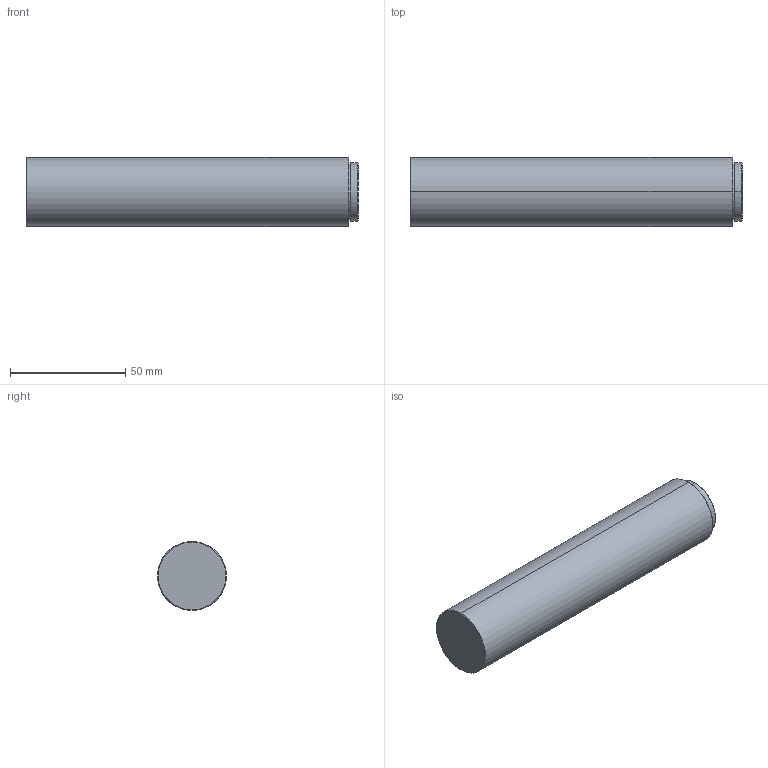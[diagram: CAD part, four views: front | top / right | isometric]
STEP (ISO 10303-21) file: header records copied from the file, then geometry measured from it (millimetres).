
FILE_DESCRIPTION (( 'STEP AP203' ), '1' );
FILE_NAME ('WH03-360A-110 STEPͼ.STEP', '2019-10-23T15:40:00', ( '' ), ( '' ), 'SwSTEP 2.0', 'SolidWorks 2014', '' );
FILE_SCHEMA (( 'CONFIG_CONTROL_DESIGN' ));
Length unit declared in the file: millimetre
Products named in the file (1): WH03-360A-110 STEPͼ
Bounding box: 144.3 x 30 x 30 mm (x, y, z)
Volume: 101155.8 mm3; surface area: 14984.1 mm2
Topology: 1 solids, 1 shells, 16 faces, 30 edges, 18 vertices
Faces by surface type: cylinder 6, cone 6, plane 4
Entity records: 481 total; most frequent: DIRECTION 82, CARTESIAN_POINT 65, ORIENTED_EDGE 60, AXIS2_PLACEMENT_3D 35, EDGE_CURVE 30, EDGE_LOOP 18, CIRCLE 18, VERTEX_POINT 18
